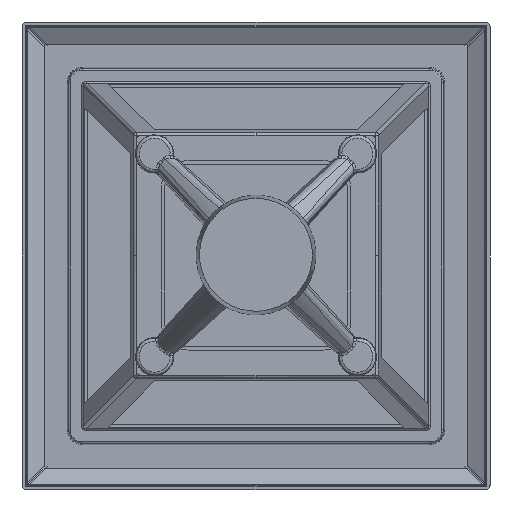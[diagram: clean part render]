
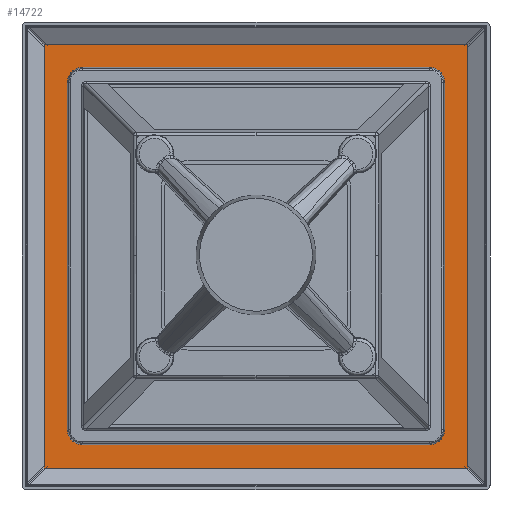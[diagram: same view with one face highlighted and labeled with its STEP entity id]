
A CAD part, top view. The second image highlights one B-rep face of the part: STEP entity #14722.
In plain terms, the highlighted face is planar.
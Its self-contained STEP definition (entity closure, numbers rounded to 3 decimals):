
#211 = CARTESIAN_POINT ( 'NONE',  ( -135.872, 135.872, 462. ) ) ;
#442 = EDGE_CURVE ( 'NONE', #2002, #6660, #4439, .T. ) ;
#517 = DIRECTION ( 'NONE',  ( -1., 0., 0. ) ) ;
#571 = EDGE_CURVE ( 'NONE', #14645, #14771, #13510, .T. ) ;
#656 = EDGE_CURVE ( 'NONE', #6660, #18130, #8333, .T. ) ;
#701 = CARTESIAN_POINT ( 'NONE',  ( -111., -111., 462. ) ) ;
#940 = CARTESIAN_POINT ( 'NONE',  ( -113.092, 0., 462. ) ) ;
#945 = CARTESIAN_POINT ( 'NONE',  ( -135.872, -135.872, 462. ) ) ;
#1249 = ORIENTED_EDGE ( 'NONE', *, *, #4353, .T. ) ;
#1498 = EDGE_CURVE ( 'NONE', #6379, #14771, #16566, .T. ) ;
#1617 = CARTESIAN_POINT ( 'NONE',  ( 0., -113.092, 462. ) ) ;
#1768 = PLANE ( 'NONE',  #12931 ) ;
#1854 = FACE_BOUND ( 'NONE', #4984, .T. ) ;
#1961 = CARTESIAN_POINT ( 'NONE',  ( 0., 0., 462. ) ) ;
#2002 = VERTEX_POINT ( 'NONE', #211 ) ;
#2062 = CARTESIAN_POINT ( 'NONE',  ( 111., 111., 462. ) ) ;
#2146 = ORIENTED_EDGE ( 'NONE', *, *, #4586, .T. ) ;
#2626 = VERTEX_POINT ( 'NONE', #2771 ) ;
#2771 = CARTESIAN_POINT ( 'NONE',  ( -113.092, -111., 462. ) ) ;
#2942 = EDGE_CURVE ( 'NONE', #15227, #18416, #13172, .T. ) ;
#3113 = CARTESIAN_POINT ( 'NONE',  ( 111., -113.092, 462. ) ) ;
#3197 = VECTOR ( 'NONE', #7571, 1000. ) ;
#3274 = CARTESIAN_POINT ( 'NONE',  ( 0., 113.092, 462. ) ) ;
#3461 = ORIENTED_EDGE ( 'NONE', *, *, #1498, .F. ) ;
#3523 = AXIS2_PLACEMENT_3D ( 'NONE', #8628, #11444, #4033 ) ;
#3553 = EDGE_CURVE ( 'NONE', #18630, #2626, #11567, .T. ) ;
#3568 = CARTESIAN_POINT ( 'NONE',  ( 135.872, 0., 462. ) ) ;
#3668 = DIRECTION ( 'NONE',  ( 0., 1., 0. ) ) ;
#4033 = DIRECTION ( 'NONE',  ( -1., 0., 0. ) ) ;
#4062 = DIRECTION ( 'NONE',  ( 0., -1., 0. ) ) ;
#4353 = EDGE_CURVE ( 'NONE', #6379, #2626, #12835, .T. ) ;
#4439 = LINE ( 'NONE', #10401, #14681 ) ;
#4586 = EDGE_CURVE ( 'NONE', #18630, #18416, #14963, .T. ) ;
#4984 = EDGE_LOOP ( 'NONE', ( #18385, #2146, #17421, #18147, #10823, #9959, #3461, #1249 ) ) ;
#5019 = VECTOR ( 'NONE', #6566, 1000. ) ;
#5089 = DIRECTION ( 'NONE',  ( 0., 0., -1. ) ) ;
#5831 = CARTESIAN_POINT ( 'NONE',  ( 113.092, 111., 462. ) ) ;
#6379 = VERTEX_POINT ( 'NONE', #8114 ) ;
#6566 = DIRECTION ( 'NONE',  ( 0., -1., 0. ) ) ;
#6591 = AXIS2_PLACEMENT_3D ( 'NONE', #701, #5089, #517 ) ;
#6660 = VERTEX_POINT ( 'NONE', #11021 ) ;
#6739 = LINE ( 'NONE', #9869, #14198 ) ;
#7571 = DIRECTION ( 'NONE',  ( 1., 0., 0. ) ) ;
#7803 = CARTESIAN_POINT ( 'NONE',  ( 111., -111., 462. ) ) ;
#8114 = CARTESIAN_POINT ( 'NONE',  ( -113.092, 111., 462. ) ) ;
#8274 = CIRCLE ( 'NONE', #15734, 2.092 ) ;
#8333 = LINE ( 'NONE', #3568, #5019 ) ;
#8382 = CARTESIAN_POINT ( 'NONE',  ( -111., 113.092, 462. ) ) ;
#8628 = CARTESIAN_POINT ( 'NONE',  ( -111., 111., 462. ) ) ;
#8807 = VERTEX_POINT ( 'NONE', #945 ) ;
#9224 = DIRECTION ( 'NONE',  ( -1., 0., 0. ) ) ;
#9420 = CARTESIAN_POINT ( 'NONE',  ( -111., -113.092, 462. ) ) ;
#9467 = DIRECTION ( 'NONE',  ( 0., 0., -1. ) ) ;
#9569 = CARTESIAN_POINT ( 'NONE',  ( 111., 113.092, 462. ) ) ;
#9869 = CARTESIAN_POINT ( 'NONE',  ( 0., -135.872, 462. ) ) ;
#9959 = ORIENTED_EDGE ( 'NONE', *, *, #571, .T. ) ;
#10401 = CARTESIAN_POINT ( 'NONE',  ( 0., 135.872, 462. ) ) ;
#10638 = VECTOR ( 'NONE', #9224, 1000. ) ;
#10823 = ORIENTED_EDGE ( 'NONE', *, *, #14719, .F. ) ;
#11021 = CARTESIAN_POINT ( 'NONE',  ( 135.872, 135.872, 462. ) ) ;
#11444 = DIRECTION ( 'NONE',  ( 0., 0., -1. ) ) ;
#11481 = VERTEX_POINT ( 'NONE', #5831 ) ;
#11567 = CIRCLE ( 'NONE', #6591, 2.092 ) ;
#12136 = ORIENTED_EDGE ( 'NONE', *, *, #17937, .T. ) ;
#12434 = CARTESIAN_POINT ( 'NONE',  ( -135.872, 0., 462. ) ) ;
#12622 = VECTOR ( 'NONE', #3668, 1000. ) ;
#12835 = LINE ( 'NONE', #940, #18754 ) ;
#12868 = CARTESIAN_POINT ( 'NONE',  ( 113.092, -111., 462. ) ) ;
#12931 = AXIS2_PLACEMENT_3D ( 'NONE', #1961, #9467, #16570 ) ;
#13168 = ORIENTED_EDGE ( 'NONE', *, *, #442, .T. ) ;
#13172 = CIRCLE ( 'NONE', #15642, 2.092 ) ;
#13274 = DIRECTION ( 'NONE',  ( 0., 1., 0. ) ) ;
#13510 = LINE ( 'NONE', #3274, #10638 ) ;
#13754 = DIRECTION ( 'NONE',  ( 0., 0., -1. ) ) ;
#14047 = DIRECTION ( 'NONE',  ( -1., 0., 0. ) ) ;
#14159 = DIRECTION ( 'NONE',  ( -1., 0., 0. ) ) ;
#14198 = VECTOR ( 'NONE', #14159, 1000. ) ;
#14335 = ORIENTED_EDGE ( 'NONE', *, *, #656, .T. ) ;
#14645 = VERTEX_POINT ( 'NONE', #9569 ) ;
#14681 = VECTOR ( 'NONE', #16331, 1000. ) ;
#14719 = EDGE_CURVE ( 'NONE', #14645, #11481, #8274, .T. ) ;
#14722 = ADVANCED_FACE ( 'NONE', ( #1854, #16862 ), #1768, .T. ) ;
#14771 = VERTEX_POINT ( 'NONE', #8382 ) ;
#14823 = CARTESIAN_POINT ( 'NONE',  ( 113.092, 0., 462. ) ) ;
#14963 = LINE ( 'NONE', #1617, #3197 ) ;
#14998 = ORIENTED_EDGE ( 'NONE', *, *, #17065, .T. ) ;
#15227 = VERTEX_POINT ( 'NONE', #12868 ) ;
#15294 = CARTESIAN_POINT ( 'NONE',  ( 135.872, -135.872, 462. ) ) ;
#15642 = AXIS2_PLACEMENT_3D ( 'NONE', #7803, #16671, #16959 ) ;
#15734 = AXIS2_PLACEMENT_3D ( 'NONE', #2062, #13754, #14047 ) ;
#16331 = DIRECTION ( 'NONE',  ( 1., 0., 0. ) ) ;
#16364 = VECTOR ( 'NONE', #13274, 1000. ) ;
#16566 = CIRCLE ( 'NONE', #3523, 2.092 ) ;
#16570 = DIRECTION ( 'NONE',  ( 0., -1., 0. ) ) ;
#16671 = DIRECTION ( 'NONE',  ( 0., 0., -1. ) ) ;
#16862 = FACE_OUTER_BOUND ( 'NONE', #17289, .T. ) ;
#16959 = DIRECTION ( 'NONE',  ( -1., 0., 0. ) ) ;
#17065 = EDGE_CURVE ( 'NONE', #8807, #2002, #18582, .T. ) ;
#17289 = EDGE_LOOP ( 'NONE', ( #14335, #12136, #14998, #13168 ) ) ;
#17421 = ORIENTED_EDGE ( 'NONE', *, *, #2942, .F. ) ;
#17747 = LINE ( 'NONE', #14823, #16364 ) ;
#17937 = EDGE_CURVE ( 'NONE', #18130, #8807, #6739, .T. ) ;
#18039 = EDGE_CURVE ( 'NONE', #15227, #11481, #17747, .T. ) ;
#18130 = VERTEX_POINT ( 'NONE', #15294 ) ;
#18147 = ORIENTED_EDGE ( 'NONE', *, *, #18039, .T. ) ;
#18385 = ORIENTED_EDGE ( 'NONE', *, *, #3553, .F. ) ;
#18416 = VERTEX_POINT ( 'NONE', #3113 ) ;
#18582 = LINE ( 'NONE', #12434, #12622 ) ;
#18630 = VERTEX_POINT ( 'NONE', #9420 ) ;
#18754 = VECTOR ( 'NONE', #4062, 1000. ) ;
